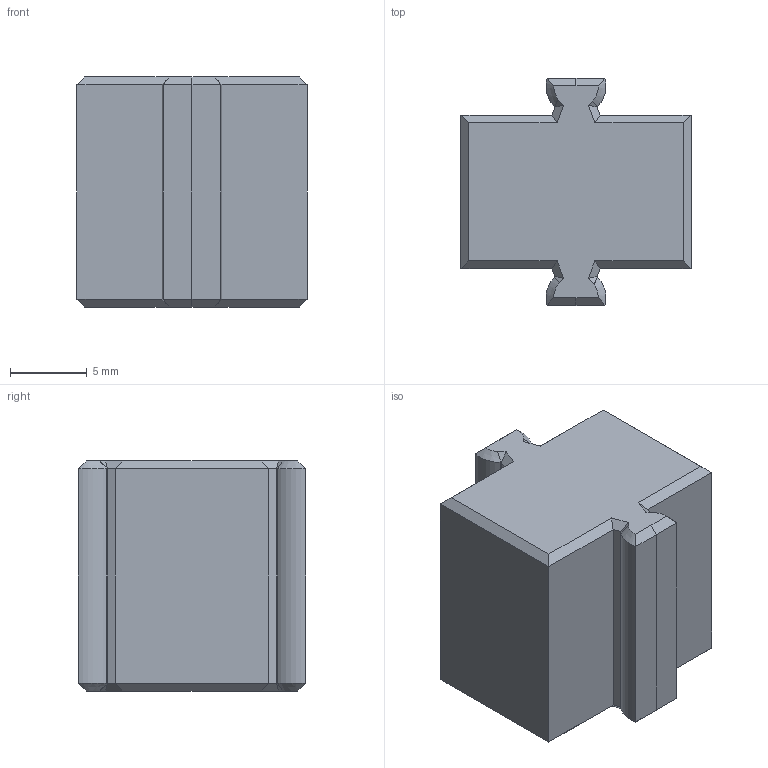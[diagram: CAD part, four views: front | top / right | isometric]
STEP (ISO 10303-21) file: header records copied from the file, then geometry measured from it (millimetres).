
FILE_DESCRIPTION(('CATIA V5 STEP Exchange'),'2;1');
FILE_NAME('10mm_teil_Positiv.stp','2017-07-10T13:30:28+00:00',('none'),('none'),'CATIA Version 5 Release 18 GA (IN-10)','CATIA V5 STEP AP203','none');
FILE_SCHEMA(('CONFIG_CONTROL_DESIGN'));
Length unit declared in the file: millimetre
Products named in the file (1): Part1
Bounding box: 15 x 14.8 x 15 mm (x, y, z)
Volume: 2485.8 mm3; surface area: 1220.4 mm2
Topology: 1 solids, 1 shells, 72 faces, 166 edges, 96 vertices
Faces by surface type: plane 60, cone 8, cylinder 4
Entity records: 1920 total; most frequent: CARTESIAN_POINT 395, ORIENTED_EDGE 332, DIRECTION 250, EDGE_CURVE 166, VECTOR 106, LINE 106, VERTEX_POINT 96, AXIS2_PLACEMENT_3D 81
